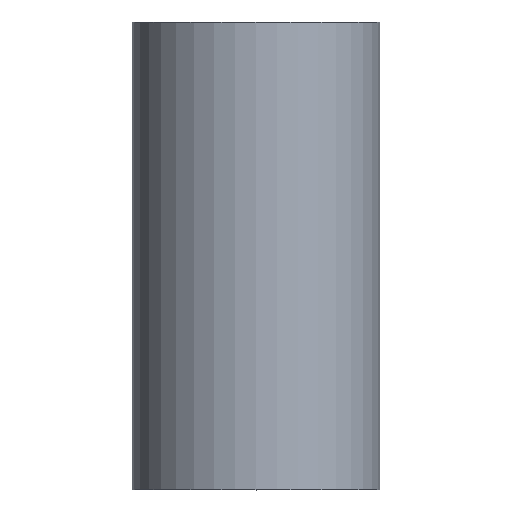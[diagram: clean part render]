
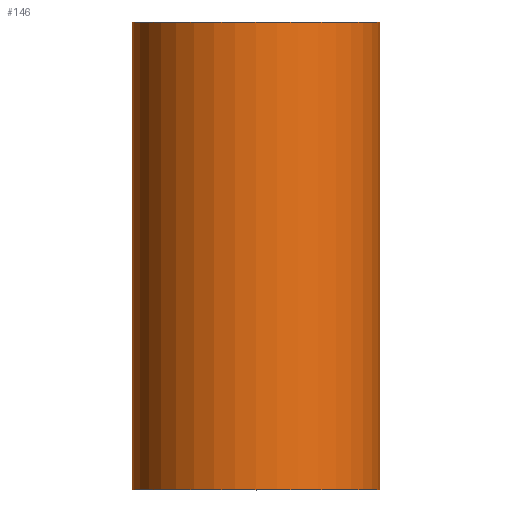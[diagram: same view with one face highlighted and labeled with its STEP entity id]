
A CAD part, top view. The second image highlights one B-rep face of the part: STEP entity #146.
In plain terms, the highlighted cylindrical face has radius 6.35 mm (diameter 12.7 mm), a partial arc.
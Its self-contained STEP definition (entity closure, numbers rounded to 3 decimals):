
#24=CARTESIAN_POINT('',(0.,12.,0.));
#25=DIRECTION('',(0.,-1.,0.));
#26=DIRECTION('',(1.,0.,0.));
#27=AXIS2_PLACEMENT_3D('',#24,#25,#26);
#34=DIRECTION('',(0.,1.,0.));
#35=VECTOR('',#34,24.);
#36=CARTESIAN_POINT('',(6.35,-12.,0.));
#37=LINE('',#36,#35);
#38=CARTESIAN_POINT('',(0.,-12.,0.));
#39=DIRECTION('',(0.,-1.,0.));
#40=DIRECTION('',(1.,0.,0.));
#41=AXIS2_PLACEMENT_3D('',#38,#39,#40);
#43=DIRECTION('',(0.,1.,0.));
#44=VECTOR('',#43,24.);
#45=CARTESIAN_POINT('',(-6.35,-12.,0.));
#46=LINE('',#45,#44);
#61=CARTESIAN_POINT('',(6.35,-12.,0.));
#62=CARTESIAN_POINT('',(6.35,12.,0.));
#63=VERTEX_POINT('',#61);
#64=VERTEX_POINT('',#62);
#69=CARTESIAN_POINT('',(-6.35,-12.,0.));
#70=CARTESIAN_POINT('',(-6.35,12.,0.));
#71=VERTEX_POINT('',#69);
#72=VERTEX_POINT('',#70);
#134=CARTESIAN_POINT('',(0.,-13.2,0.));
#135=DIRECTION('',(0.,1.,0.));
#136=DIRECTION('',(1.,0.,0.));
#137=AXIS2_PLACEMENT_3D('',#134,#135,#136);
#138=CYLINDRICAL_SURFACE('',#137,6.35);
#139=ORIENTED_EDGE('',*,*,#124,.F.);
#141=ORIENTED_EDGE('',*,*,#140,.T.);
#142=ORIENTED_EDGE('',*,*,#127,.T.);
#143=ORIENTED_EDGE('',*,*,#110,.F.);
#144=EDGE_LOOP('',(#139,#141,#142,#143));
#145=FACE_OUTER_BOUND('',#144,.F.);
#146=ADVANCED_FACE('',(#145),#138,.T.);
#28=CIRCLE('',#27,6.35);
#42=CIRCLE('',#41,6.35);
#110=EDGE_CURVE('',#64,#72,#28,.T.);
#124=EDGE_CURVE('',#63,#64,#37,.T.);
#127=EDGE_CURVE('',#71,#72,#46,.T.);
#140=EDGE_CURVE('',#63,#71,#42,.T.);
